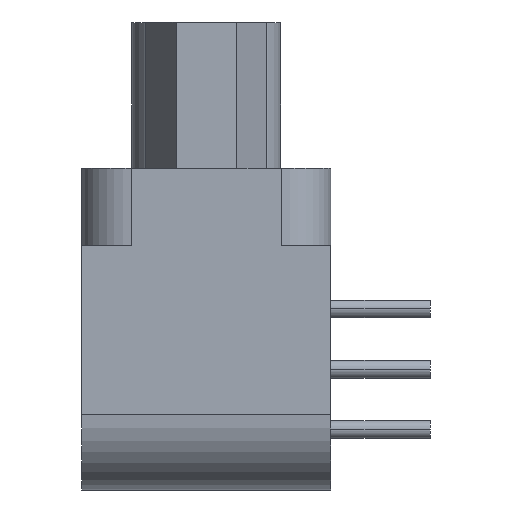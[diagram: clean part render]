
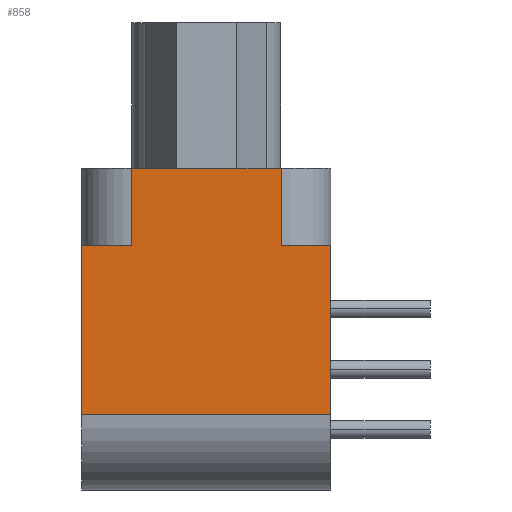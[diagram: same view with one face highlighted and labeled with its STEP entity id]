
A CAD part, left-side view. The second image highlights one B-rep face of the part: STEP entity #858.
In plain terms, the highlighted planar face has unit normal (-1, 0, 0).
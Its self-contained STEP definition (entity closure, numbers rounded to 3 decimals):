
#858=ADVANCED_FACE('NONE',(#1893),#1894,.T.);
#1893=FACE_OUTER_BOUND('',#4610,.T.);
#1894=PLANE('',#4611);
#4610=EDGE_LOOP('',(#7811,#7812,#7813,#7814,#7815,#7816,#7817,#7818));
#4611=AXIS2_PLACEMENT_3D('',#7819,#7820,#7821);
#7811=ORIENTED_EDGE('',*,*,#9648,.T.);
#7812=ORIENTED_EDGE('',*,*,#9937,.F.);
#7813=ORIENTED_EDGE('',*,*,#9938,.F.);
#7814=ORIENTED_EDGE('',*,*,#9625,.T.);
#7815=ORIENTED_EDGE('',*,*,#9939,.F.);
#7816=ORIENTED_EDGE('',*,*,#9935,.T.);
#7817=ORIENTED_EDGE('',*,*,#9743,.T.);
#7818=ORIENTED_EDGE('',*,*,#9506,.F.);
#7819=CARTESIAN_POINT('',(-11.875,2.365,-2.44));
#7820=DIRECTION('',(-1.0,0.0,0.0));
#7821=DIRECTION('',(0.0,0.0,1.0));
#9506=EDGE_CURVE('NONE',#10982,#10979,#10984,.T.);
#9625=EDGE_CURVE('NONE',#11190,#11191,#11192,.T.);
#9648=EDGE_CURVE('NONE',#10982,#11221,#11224,.T.);
#9743=EDGE_CURVE('NONE',#11378,#10979,#11379,.T.);
#9935=EDGE_CURVE('NONE',#11634,#11378,#11636,.T.);
#9937=EDGE_CURVE('NONE',#11638,#11221,#11639,.T.);
#9938=EDGE_CURVE('NONE',#11190,#11638,#11640,.T.);
#9939=EDGE_CURVE('NONE',#11634,#11191,#11641,.T.);
#10979=VERTEX_POINT('NONE',#13381);
#10982=VERTEX_POINT('NONE',#13385);
#10984=LINE('',#13387,#13388);
#11190=VERTEX_POINT('NONE',#14195);
#11191=VERTEX_POINT('NONE',#14196);
#11192=LINE('',#14197,#14198);
#11221=VERTEX_POINT('NONE',#14240);
#11224=LINE('',#14243,#14244);
#11378=VERTEX_POINT('NONE',#14645);
#11379=LINE('',#14646,#14647);
#11634=VERTEX_POINT('NONE',#15502);
#11636=LINE('',#15504,#15505);
#11638=VERTEX_POINT('NONE',#15507);
#11639=LINE('',#15508,#15509);
#11640=LINE('',#15510,#15511);
#11641=LINE('',#15512,#15513);
#13381=CARTESIAN_POINT('',(-11.875,-3.935,-2.44));
#13385=CARTESIAN_POINT('',(-11.875,-2.365,-2.44));
#13387=CARTESIAN_POINT('',(-11.875,3.935,-2.44));
#13388=VECTOR('',#17669,1000.0);
#14195=CARTESIAN_POINT('',(-11.875,2.365,-2.44));
#14196=CARTESIAN_POINT('',(-11.875,3.935,-2.44));
#14197=CARTESIAN_POINT('',(-11.875,2.365,-2.44));
#14198=VECTOR('',#17746,1000.0);
#14240=CARTESIAN_POINT('',(-11.875,-2.365,0.0));
#14243=CARTESIAN_POINT('',(-11.875,-2.365,-2.44));
#14244=VECTOR('',#17766,1000.0);
#14645=CARTESIAN_POINT('',(-11.875,-3.935,-7.79));
#14646=CARTESIAN_POINT('',(-11.875,-3.935,-2.44));
#14647=VECTOR('',#17840,1000.0);
#15502=CARTESIAN_POINT('',(-11.875,3.935,-7.79));
#15504=CARTESIAN_POINT('',(-11.875,2.365,-7.79));
#15505=VECTOR('',#17955,1000.0);
#15507=CARTESIAN_POINT('',(-11.875,2.365,0.0));
#15508=CARTESIAN_POINT('',(-11.875,2.365,0.0));
#15509=VECTOR('',#17956,1000.0);
#15510=CARTESIAN_POINT('',(-11.875,2.365,-2.44));
#15511=VECTOR('',#17957,1000.0);
#15512=CARTESIAN_POINT('',(-11.875,3.935,-2.44));
#15513=VECTOR('',#17958,1000.0);
#17669=DIRECTION('',(0.0,-1.0,-0.0));
#17746=DIRECTION('',(0.0,1.0,-0.0));
#17766=DIRECTION('',(0.0,0.0,1.0));
#17840=DIRECTION('',(0.0,0.0,1.0));
#17955=DIRECTION('',(-0.0,-1.0,0.0));
#17956=DIRECTION('',(0.0,-1.0,-0.0));
#17957=DIRECTION('',(0.0,0.0,1.0));
#17958=DIRECTION('',(0.0,0.0,1.0));
